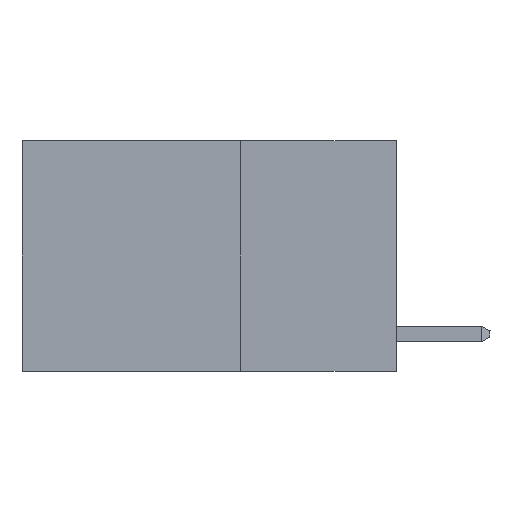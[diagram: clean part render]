
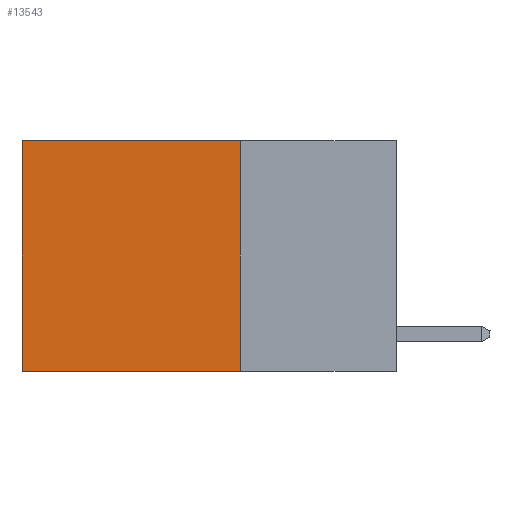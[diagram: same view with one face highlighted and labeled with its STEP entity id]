
A CAD part, left-side view. The second image highlights one B-rep face of the part: STEP entity #13543.
In plain terms, the highlighted planar face has unit normal (-1, 0, 0).
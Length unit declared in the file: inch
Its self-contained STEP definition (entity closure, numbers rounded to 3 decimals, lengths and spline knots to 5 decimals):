
#1418 = VECTOR ( 'NONE', #9194, 39.37008 ) ;
#1789 = ORIENTED_EDGE ( 'NONE', *, *, #8558, .T. ) ;
#1894 = VERTEX_POINT ( 'NONE', #14073 ) ;
#2730 = ORIENTED_EDGE ( 'NONE', *, *, #4695, .T. ) ;
#3383 = CARTESIAN_POINT ( 'NONE',  ( 0.2625, 0.25, 0. ) ) ;
#3582 = CARTESIAN_POINT ( 'NONE',  ( 0.2625, 0.25, 0. ) ) ;
#3981 = VECTOR ( 'NONE', #4955, 39.37008 ) ;
#4261 = EDGE_CURVE ( 'NONE', #4461, #17086, #11200, .T. ) ;
#4461 = VERTEX_POINT ( 'NONE', #12105 ) ;
#4537 = CARTESIAN_POINT ( 'NONE',  ( 0.2625, 0.6, -0.37 ) ) ;
#4695 = EDGE_CURVE ( 'NONE', #1894, #8687, #12013, .T. ) ;
#4726 = EDGE_LOOP ( 'NONE', ( #2730, #15117, #9301, #1789 ) ) ;
#4740 = DIRECTION ( 'NONE',  ( 0., 0., -1. ) ) ;
#4955 = DIRECTION ( 'NONE',  ( 0., 0., -1. ) ) ;
#6086 = CARTESIAN_POINT ( 'NONE',  ( 0.2625, 0.25, -0.37 ) ) ;
#8558 = EDGE_CURVE ( 'NONE', #4461, #1894, #8751, .T. ) ;
#8687 = VERTEX_POINT ( 'NONE', #4537 ) ;
#8751 = LINE ( 'NONE', #16994, #1418 ) ;
#9194 = DIRECTION ( 'NONE',  ( 0., 1., 0. ) ) ;
#9301 = ORIENTED_EDGE ( 'NONE', *, *, #4261, .F. ) ;
#9514 = EDGE_CURVE ( 'NONE', #17086, #8687, #16838, .T. ) ;
#10187 = PLANE ( 'NONE',  #15767 ) ;
#10436 = CARTESIAN_POINT ( 'NONE',  ( 0.2625, 0.25, -0.37 ) ) ;
#11200 = LINE ( 'NONE', #3582, #3981 ) ;
#11586 = VECTOR ( 'NONE', #15027, 39.37008 ) ;
#12013 = LINE ( 'NONE', #13748, #11586 ) ;
#12105 = CARTESIAN_POINT ( 'NONE',  ( 0.2625, 0.25, 0. ) ) ;
#12821 = DIRECTION ( 'NONE',  ( 1., 0., 0. ) ) ;
#13543 = ADVANCED_FACE ( 'NONE', ( #14106 ), #10187, .F. ) ;
#13748 = CARTESIAN_POINT ( 'NONE',  ( 0.2625, 0.6, 0. ) ) ;
#14073 = CARTESIAN_POINT ( 'NONE',  ( 0.2625, 0.6, 0. ) ) ;
#14106 = FACE_OUTER_BOUND ( 'NONE', #4726, .T. ) ;
#15027 = DIRECTION ( 'NONE',  ( 0., 0., -1. ) ) ;
#15117 = ORIENTED_EDGE ( 'NONE', *, *, #9514, .F. ) ;
#15767 = AXIS2_PLACEMENT_3D ( 'NONE', #3383, #12821, #4740 ) ;
#16442 = VECTOR ( 'NONE', #16895, 39.37008 ) ;
#16838 = LINE ( 'NONE', #10436, #16442 ) ;
#16895 = DIRECTION ( 'NONE',  ( 0., 1., 0. ) ) ;
#16994 = CARTESIAN_POINT ( 'NONE',  ( 0.2625, 0.25, 0. ) ) ;
#17086 = VERTEX_POINT ( 'NONE', #6086 ) ;
